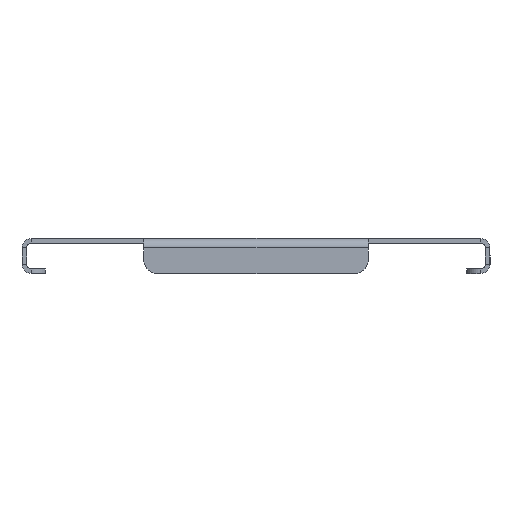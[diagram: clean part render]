
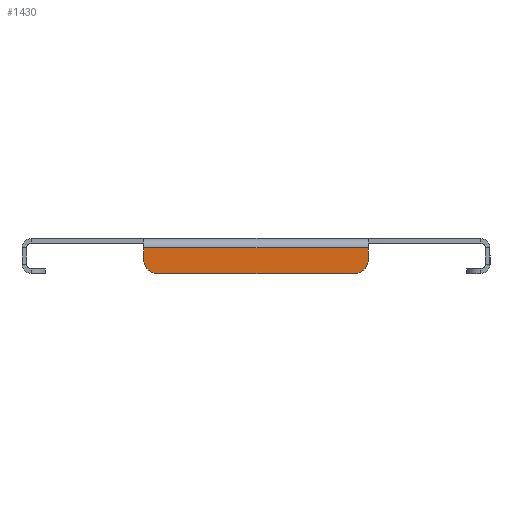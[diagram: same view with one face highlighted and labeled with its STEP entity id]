
A CAD part, left-side view. The second image highlights one B-rep face of the part: STEP entity #1430.
In plain terms, the highlighted planar face has unit normal (-1, 0, 0).
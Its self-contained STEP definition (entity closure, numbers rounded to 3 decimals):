
#18 = DIRECTION ( 'NONE',  ( 0., 0., -1. ) ) ;
#22 = PLANE ( 'NONE',  #2501 ) ;
#39 = AXIS2_PLACEMENT_3D ( 'NONE', #1642, #1396, #18 ) ;
#113 = DIRECTION ( 'NONE',  ( 0., 0., 1. ) ) ;
#134 = EDGE_LOOP ( 'NONE', ( #173, #1945, #2060, #2304, #1223, #504 ) ) ;
#171 = VERTEX_POINT ( 'NONE', #1986 ) ;
#173 = ORIENTED_EDGE ( 'NONE', *, *, #2174, .F. ) ;
#282 = CIRCLE ( 'NONE', #1521, 6. ) ;
#283 = DIRECTION ( 'NONE',  ( 1., 0., 0. ) ) ;
#298 = LINE ( 'NONE', #1206, #1138 ) ;
#337 = EDGE_CURVE ( 'NONE', #1071, #2373, #2633, .T. ) ;
#470 = VECTOR ( 'NONE', #113, 1000. ) ;
#475 = CARTESIAN_POINT ( 'NONE',  ( -299.5, 48., -9. ) ) ;
#504 = ORIENTED_EDGE ( 'NONE', *, *, #616, .T. ) ;
#516 = VERTEX_POINT ( 'NONE', #673 ) ;
#536 = VECTOR ( 'NONE', #546, 1000. ) ;
#546 = DIRECTION ( 'NONE',  ( 0., 0., -1. ) ) ;
#616 = EDGE_CURVE ( 'NONE', #1278, #171, #1567, .T. ) ;
#673 = CARTESIAN_POINT ( 'NONE',  ( -299.5, -48., -9. ) ) ;
#728 = FACE_OUTER_BOUND ( 'NONE', #134, .T. ) ;
#878 = VERTEX_POINT ( 'NONE', #2367 ) ;
#1071 = VERTEX_POINT ( 'NONE', #1966 ) ;
#1138 = VECTOR ( 'NONE', #1448, 1000. ) ;
#1206 = CARTESIAN_POINT ( 'NONE',  ( -299.5, -100., -15. ) ) ;
#1223 = ORIENTED_EDGE ( 'NONE', *, *, #1625, .T. ) ;
#1240 = DIRECTION ( 'NONE',  ( 0., -1., 0. ) ) ;
#1278 = VERTEX_POINT ( 'NONE', #475 ) ;
#1396 = DIRECTION ( 'NONE',  ( -1., 0., 0. ) ) ;
#1400 = DIRECTION ( 'NONE',  ( -1., 0., 0. ) ) ;
#1430 = ADVANCED_FACE ( 'NONE', ( #728 ), #22, .F. ) ;
#1448 = DIRECTION ( 'NONE',  ( 0., 1., 0. ) ) ;
#1452 = CARTESIAN_POINT ( 'NONE',  ( -299.5, -42., -9. ) ) ;
#1521 = AXIS2_PLACEMENT_3D ( 'NONE', #1452, #1400, #2332 ) ;
#1544 = VECTOR ( 'NONE', #1240, 1000. ) ;
#1567 = CIRCLE ( 'NONE', #39, 6. ) ;
#1625 = EDGE_CURVE ( 'NONE', #1071, #1278, #1899, .T. ) ;
#1642 = CARTESIAN_POINT ( 'NONE',  ( -299.5, 42., -9. ) ) ;
#1834 = EDGE_CURVE ( 'NONE', #878, #516, #282, .T. ) ;
#1899 = LINE ( 'NONE', #2599, #536 ) ;
#1945 = ORIENTED_EDGE ( 'NONE', *, *, #1834, .T. ) ;
#1966 = CARTESIAN_POINT ( 'NONE',  ( -299.5, 48., -4. ) ) ;
#1986 = CARTESIAN_POINT ( 'NONE',  ( -299.5, 42., -15. ) ) ;
#2060 = ORIENTED_EDGE ( 'NONE', *, *, #2262, .T. ) ;
#2117 = DIRECTION ( 'NONE',  ( 0., 0., -1. ) ) ;
#2163 = CARTESIAN_POINT ( 'NONE',  ( -299.5, -100., -4. ) ) ;
#2174 = EDGE_CURVE ( 'NONE', #878, #171, #298, .T. ) ;
#2204 = LINE ( 'NONE', #2884, #470 ) ;
#2262 = EDGE_CURVE ( 'NONE', #516, #2373, #2204, .T. ) ;
#2304 = ORIENTED_EDGE ( 'NONE', *, *, #337, .F. ) ;
#2321 = CARTESIAN_POINT ( 'NONE',  ( -299.5, -48., -4. ) ) ;
#2332 = DIRECTION ( 'NONE',  ( 0., 0., -1. ) ) ;
#2367 = CARTESIAN_POINT ( 'NONE',  ( -299.5, -42., -15. ) ) ;
#2373 = VERTEX_POINT ( 'NONE', #2321 ) ;
#2501 = AXIS2_PLACEMENT_3D ( 'NONE', #2572, #283, #2117 ) ;
#2572 = CARTESIAN_POINT ( 'NONE',  ( -299.5, 0., 0. ) ) ;
#2599 = CARTESIAN_POINT ( 'NONE',  ( -299.5, 48., -15. ) ) ;
#2633 = LINE ( 'NONE', #2163, #1544 ) ;
#2884 = CARTESIAN_POINT ( 'NONE',  ( -299.5, -48., -15. ) ) ;
